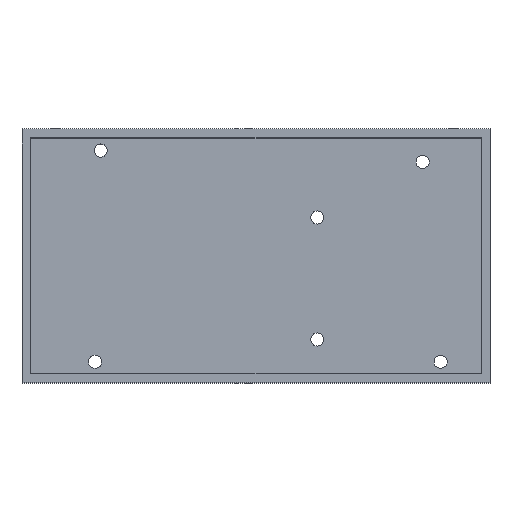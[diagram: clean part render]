
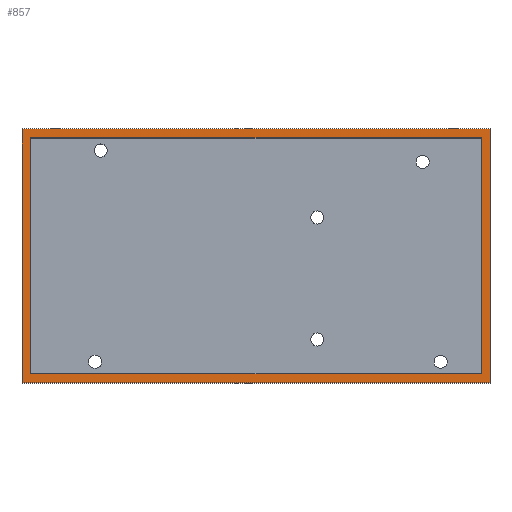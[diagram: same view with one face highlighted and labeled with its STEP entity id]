
A CAD part, top view. The second image highlights one B-rep face of the part: STEP entity #857.
In plain terms, the highlighted planar face has unit normal (0, 0, 1).
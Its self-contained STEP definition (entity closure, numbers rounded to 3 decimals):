
#24 = VERTEX_POINT('',#25);
#25 = CARTESIAN_POINT('',(-53.5,-29.,25.));
#32 = PLANE('',#33);
#33 = AXIS2_PLACEMENT_3D('',#34,#35,#36);
#34 = CARTESIAN_POINT('',(-53.5,-29.,-27.));
#35 = DIRECTION('',(1.,0.,0.));
#36 = DIRECTION('',(0.,0.,1.));
#44 = PLANE('',#45);
#45 = AXIS2_PLACEMENT_3D('',#46,#47,#48);
#46 = CARTESIAN_POINT('',(-53.5,-29.,-27.));
#47 = DIRECTION('',(0.,1.,0.));
#48 = DIRECTION('',(0.,0.,1.));
#85 = VERTEX_POINT('',#86);
#86 = CARTESIAN_POINT('',(-53.5,29.,25.));
#100 = PLANE('',#101);
#101 = AXIS2_PLACEMENT_3D('',#102,#103,#104);
#102 = CARTESIAN_POINT('',(-53.5,29.,-27.));
#103 = DIRECTION('',(0.,1.,0.));
#104 = DIRECTION('',(0.,0.,1.));
#112 = EDGE_CURVE('',#85,#24,#113,.T.);
#113 = SURFACE_CURVE('',#114,(#118,#124),.PCURVE_S1.);
#114 = LINE('',#115,#116);
#115 = CARTESIAN_POINT('',(-53.5,-14.5,25.));
#116 = VECTOR('',#117,1.);
#117 = DIRECTION('',(0.,-1.,0.));
#118 = PCURVE('',#32,#119);
#119 = DEFINITIONAL_REPRESENTATION('',(#120),#123);
#120 = B_SPLINE_CURVE_WITH_KNOTS('',1,(#121,#122),.UNSPECIFIED.,.F.,.F.,
  (2,2),(-43.5,14.5),.PIECEWISE_BEZIER_KNOTS.);
#121 = CARTESIAN_POINT('',(52.,-58.));
#122 = CARTESIAN_POINT('',(52.,0.));
#123 = ( GEOMETRIC_REPRESENTATION_CONTEXT(2) 
PARAMETRIC_REPRESENTATION_CONTEXT() REPRESENTATION_CONTEXT('2D SPACE',''
  ) );
#124 = PCURVE('',#125,#130);
#125 = PLANE('',#126);
#126 = AXIS2_PLACEMENT_3D('',#127,#128,#129);
#127 = CARTESIAN_POINT('',(0.,0.,25.));
#128 = DIRECTION('',(0.,0.,1.));
#129 = DIRECTION('',(1.,0.,-0.));
#130 = DEFINITIONAL_REPRESENTATION('',(#131),#134);
#131 = B_SPLINE_CURVE_WITH_KNOTS('',1,(#132,#133),.UNSPECIFIED.,.F.,.F.,
  (2,2),(-43.5,14.5),.PIECEWISE_BEZIER_KNOTS.);
#132 = CARTESIAN_POINT('',(-53.5,29.));
#133 = CARTESIAN_POINT('',(-53.5,-29.));
#134 = ( GEOMETRIC_REPRESENTATION_CONTEXT(2) 
PARAMETRIC_REPRESENTATION_CONTEXT() REPRESENTATION_CONTEXT('2D SPACE',''
  ) );
#401 = VERTEX_POINT('',#402);
#402 = CARTESIAN_POINT('',(53.5,-29.,25.));
#416 = PLANE('',#417);
#417 = AXIS2_PLACEMENT_3D('',#418,#419,#420);
#418 = CARTESIAN_POINT('',(53.5,-29.,-27.));
#419 = DIRECTION('',(1.,0.,0.));
#420 = DIRECTION('',(0.,0.,1.));
#450 = EDGE_CURVE('',#24,#401,#451,.T.);
#451 = SURFACE_CURVE('',#452,(#456,#462),.PCURVE_S1.);
#452 = LINE('',#453,#454);
#453 = CARTESIAN_POINT('',(-26.75,-29.,25.));
#454 = VECTOR('',#455,1.);
#455 = DIRECTION('',(1.,0.,0.));
#456 = PCURVE('',#44,#457);
#457 = DEFINITIONAL_REPRESENTATION('',(#458),#461);
#458 = B_SPLINE_CURVE_WITH_KNOTS('',1,(#459,#460),.UNSPECIFIED.,.F.,.F.,
  (2,2),(-26.75,80.25),.PIECEWISE_BEZIER_KNOTS.);
#459 = CARTESIAN_POINT('',(52.,0.));
#460 = CARTESIAN_POINT('',(52.,107.));
#461 = ( GEOMETRIC_REPRESENTATION_CONTEXT(2) 
PARAMETRIC_REPRESENTATION_CONTEXT() REPRESENTATION_CONTEXT('2D SPACE',''
  ) );
#462 = PCURVE('',#125,#463);
#463 = DEFINITIONAL_REPRESENTATION('',(#464),#467);
#464 = B_SPLINE_CURVE_WITH_KNOTS('',1,(#465,#466),.UNSPECIFIED.,.F.,.F.,
  (2,2),(-26.75,80.25),.PIECEWISE_BEZIER_KNOTS.);
#465 = CARTESIAN_POINT('',(-53.5,-29.));
#466 = CARTESIAN_POINT('',(53.5,-29.));
#467 = ( GEOMETRIC_REPRESENTATION_CONTEXT(2) 
PARAMETRIC_REPRESENTATION_CONTEXT() REPRESENTATION_CONTEXT('2D SPACE',''
  ) );
#857 = ADVANCED_FACE('',(#858,#902),#125,.T.);
#858 = FACE_BOUND('',#859,.T.);
#859 = EDGE_LOOP('',(#860,#881,#882,#883));
#860 = ORIENTED_EDGE('',*,*,#861,.F.);
#861 = EDGE_CURVE('',#85,#862,#864,.T.);
#862 = VERTEX_POINT('',#863);
#863 = CARTESIAN_POINT('',(53.5,29.,25.));
#864 = SURFACE_CURVE('',#865,(#869,#875),.PCURVE_S1.);
#865 = LINE('',#866,#867);
#866 = CARTESIAN_POINT('',(-26.75,29.,25.));
#867 = VECTOR('',#868,1.);
#868 = DIRECTION('',(1.,0.,0.));
#869 = PCURVE('',#125,#870);
#870 = DEFINITIONAL_REPRESENTATION('',(#871),#874);
#871 = B_SPLINE_CURVE_WITH_KNOTS('',1,(#872,#873),.UNSPECIFIED.,.F.,.F.,
  (2,2),(-26.75,80.25),.PIECEWISE_BEZIER_KNOTS.);
#872 = CARTESIAN_POINT('',(-53.5,29.));
#873 = CARTESIAN_POINT('',(53.5,29.));
#874 = ( GEOMETRIC_REPRESENTATION_CONTEXT(2) 
PARAMETRIC_REPRESENTATION_CONTEXT() REPRESENTATION_CONTEXT('2D SPACE',''
  ) );
#875 = PCURVE('',#100,#876);
#876 = DEFINITIONAL_REPRESENTATION('',(#877),#880);
#877 = B_SPLINE_CURVE_WITH_KNOTS('',1,(#878,#879),.UNSPECIFIED.,.F.,.F.,
  (2,2),(-26.75,80.25),.PIECEWISE_BEZIER_KNOTS.);
#878 = CARTESIAN_POINT('',(52.,0.));
#879 = CARTESIAN_POINT('',(52.,107.));
#880 = ( GEOMETRIC_REPRESENTATION_CONTEXT(2) 
PARAMETRIC_REPRESENTATION_CONTEXT() REPRESENTATION_CONTEXT('2D SPACE',''
  ) );
#881 = ORIENTED_EDGE('',*,*,#112,.T.);
#882 = ORIENTED_EDGE('',*,*,#450,.T.);
#883 = ORIENTED_EDGE('',*,*,#884,.F.);
#884 = EDGE_CURVE('',#862,#401,#885,.T.);
#885 = SURFACE_CURVE('',#886,(#890,#896),.PCURVE_S1.);
#886 = LINE('',#887,#888);
#887 = CARTESIAN_POINT('',(53.5,-14.5,25.));
#888 = VECTOR('',#889,1.);
#889 = DIRECTION('',(0.,-1.,0.));
#890 = PCURVE('',#125,#891);
#891 = DEFINITIONAL_REPRESENTATION('',(#892),#895);
#892 = B_SPLINE_CURVE_WITH_KNOTS('',1,(#893,#894),.UNSPECIFIED.,.F.,.F.,
  (2,2),(-43.5,14.5),.PIECEWISE_BEZIER_KNOTS.);
#893 = CARTESIAN_POINT('',(53.5,29.));
#894 = CARTESIAN_POINT('',(53.5,-29.));
#895 = ( GEOMETRIC_REPRESENTATION_CONTEXT(2) 
PARAMETRIC_REPRESENTATION_CONTEXT() REPRESENTATION_CONTEXT('2D SPACE',''
  ) );
#896 = PCURVE('',#416,#897);
#897 = DEFINITIONAL_REPRESENTATION('',(#898),#901);
#898 = B_SPLINE_CURVE_WITH_KNOTS('',1,(#899,#900),.UNSPECIFIED.,.F.,.F.,
  (2,2),(-43.5,14.5),.PIECEWISE_BEZIER_KNOTS.);
#899 = CARTESIAN_POINT('',(52.,-58.));
#900 = CARTESIAN_POINT('',(52.,0.));
#901 = ( GEOMETRIC_REPRESENTATION_CONTEXT(2) 
PARAMETRIC_REPRESENTATION_CONTEXT() REPRESENTATION_CONTEXT('2D SPACE',''
  ) );
#902 = FACE_BOUND('',#903,.T.);
#903 = EDGE_LOOP('',(#904,#932,#958,#984));
#904 = ORIENTED_EDGE('',*,*,#905,.F.);
#905 = EDGE_CURVE('',#906,#908,#910,.T.);
#906 = VERTEX_POINT('',#907);
#907 = CARTESIAN_POINT('',(-51.5,-27.,25.));
#908 = VERTEX_POINT('',#909);
#909 = CARTESIAN_POINT('',(51.5,-27.,25.));
#910 = SURFACE_CURVE('',#911,(#915,#921),.PCURVE_S1.);
#911 = LINE('',#912,#913);
#912 = CARTESIAN_POINT('',(-25.75,-27.,25.));
#913 = VECTOR('',#914,1.);
#914 = DIRECTION('',(1.,0.,0.));
#915 = PCURVE('',#125,#916);
#916 = DEFINITIONAL_REPRESENTATION('',(#917),#920);
#917 = B_SPLINE_CURVE_WITH_KNOTS('',1,(#918,#919),.UNSPECIFIED.,.F.,.F.,
  (2,2),(-25.75,77.25),.PIECEWISE_BEZIER_KNOTS.);
#918 = CARTESIAN_POINT('',(-51.5,-27.));
#919 = CARTESIAN_POINT('',(51.5,-27.));
#920 = ( GEOMETRIC_REPRESENTATION_CONTEXT(2) 
PARAMETRIC_REPRESENTATION_CONTEXT() REPRESENTATION_CONTEXT('2D SPACE',''
  ) );
#921 = PCURVE('',#922,#927);
#922 = PLANE('',#923);
#923 = AXIS2_PLACEMENT_3D('',#924,#925,#926);
#924 = CARTESIAN_POINT('',(-51.5,-27.,-25.));
#925 = DIRECTION('',(0.,1.,0.));
#926 = DIRECTION('',(1.,0.,0.));
#927 = DEFINITIONAL_REPRESENTATION('',(#928),#931);
#928 = B_SPLINE_CURVE_WITH_KNOTS('',1,(#929,#930),.UNSPECIFIED.,.F.,.F.,
  (2,2),(-25.75,77.25),.PIECEWISE_BEZIER_KNOTS.);
#929 = CARTESIAN_POINT('',(0.,-50.));
#930 = CARTESIAN_POINT('',(103.,-50.));
#931 = ( GEOMETRIC_REPRESENTATION_CONTEXT(2) 
PARAMETRIC_REPRESENTATION_CONTEXT() REPRESENTATION_CONTEXT('2D SPACE',''
  ) );
#932 = ORIENTED_EDGE('',*,*,#933,.F.);
#933 = EDGE_CURVE('',#934,#906,#936,.T.);
#934 = VERTEX_POINT('',#935);
#935 = CARTESIAN_POINT('',(-51.5,27.,25.));
#936 = SURFACE_CURVE('',#937,(#941,#947),.PCURVE_S1.);
#937 = LINE('',#938,#939);
#938 = CARTESIAN_POINT('',(-51.5,13.5,25.));
#939 = VECTOR('',#940,1.);
#940 = DIRECTION('',(0.,-1.,0.));
#941 = PCURVE('',#125,#942);
#942 = DEFINITIONAL_REPRESENTATION('',(#943),#946);
#943 = B_SPLINE_CURVE_WITH_KNOTS('',1,(#944,#945),.UNSPECIFIED.,.F.,.F.,
  (2,2),(-13.5,40.5),.PIECEWISE_BEZIER_KNOTS.);
#944 = CARTESIAN_POINT('',(-51.5,27.));
#945 = CARTESIAN_POINT('',(-51.5,-27.));
#946 = ( GEOMETRIC_REPRESENTATION_CONTEXT(2) 
PARAMETRIC_REPRESENTATION_CONTEXT() REPRESENTATION_CONTEXT('2D SPACE',''
  ) );
#947 = PCURVE('',#948,#953);
#948 = PLANE('',#949);
#949 = AXIS2_PLACEMENT_3D('',#950,#951,#952);
#950 = CARTESIAN_POINT('',(-51.5,27.,-25.));
#951 = DIRECTION('',(1.,0.,-0.));
#952 = DIRECTION('',(0.,-1.,0.));
#953 = DEFINITIONAL_REPRESENTATION('',(#954),#957);
#954 = B_SPLINE_CURVE_WITH_KNOTS('',1,(#955,#956),.UNSPECIFIED.,.F.,.F.,
  (2,2),(-13.5,40.5),.PIECEWISE_BEZIER_KNOTS.);
#955 = CARTESIAN_POINT('',(0.,-50.));
#956 = CARTESIAN_POINT('',(54.,-50.));
#957 = ( GEOMETRIC_REPRESENTATION_CONTEXT(2) 
PARAMETRIC_REPRESENTATION_CONTEXT() REPRESENTATION_CONTEXT('2D SPACE',''
  ) );
#958 = ORIENTED_EDGE('',*,*,#959,.F.);
#959 = EDGE_CURVE('',#960,#934,#962,.T.);
#960 = VERTEX_POINT('',#961);
#961 = CARTESIAN_POINT('',(51.5,27.,25.));
#962 = SURFACE_CURVE('',#963,(#967,#973),.PCURVE_S1.);
#963 = LINE('',#964,#965);
#964 = CARTESIAN_POINT('',(25.75,27.,25.));
#965 = VECTOR('',#966,1.);
#966 = DIRECTION('',(-1.,0.,0.));
#967 = PCURVE('',#125,#968);
#968 = DEFINITIONAL_REPRESENTATION('',(#969),#972);
#969 = B_SPLINE_CURVE_WITH_KNOTS('',1,(#970,#971),.UNSPECIFIED.,.F.,.F.,
  (2,2),(-25.75,77.25),.PIECEWISE_BEZIER_KNOTS.);
#970 = CARTESIAN_POINT('',(51.5,27.));
#971 = CARTESIAN_POINT('',(-51.5,27.));
#972 = ( GEOMETRIC_REPRESENTATION_CONTEXT(2) 
PARAMETRIC_REPRESENTATION_CONTEXT() REPRESENTATION_CONTEXT('2D SPACE',''
  ) );
#973 = PCURVE('',#974,#979);
#974 = PLANE('',#975);
#975 = AXIS2_PLACEMENT_3D('',#976,#977,#978);
#976 = CARTESIAN_POINT('',(51.5,27.,-25.));
#977 = DIRECTION('',(0.,-1.,0.));
#978 = DIRECTION('',(-1.,0.,0.));
#979 = DEFINITIONAL_REPRESENTATION('',(#980),#983);
#980 = B_SPLINE_CURVE_WITH_KNOTS('',1,(#981,#982),.UNSPECIFIED.,.F.,.F.,
  (2,2),(-25.75,77.25),.PIECEWISE_BEZIER_KNOTS.);
#981 = CARTESIAN_POINT('',(0.,-50.));
#982 = CARTESIAN_POINT('',(103.,-50.));
#983 = ( GEOMETRIC_REPRESENTATION_CONTEXT(2) 
PARAMETRIC_REPRESENTATION_CONTEXT() REPRESENTATION_CONTEXT('2D SPACE',''
  ) );
#984 = ORIENTED_EDGE('',*,*,#985,.F.);
#985 = EDGE_CURVE('',#908,#960,#986,.T.);
#986 = SURFACE_CURVE('',#987,(#991,#997),.PCURVE_S1.);
#987 = LINE('',#988,#989);
#988 = CARTESIAN_POINT('',(51.5,-13.5,25.));
#989 = VECTOR('',#990,1.);
#990 = DIRECTION('',(0.,1.,-0.));
#991 = PCURVE('',#125,#992);
#992 = DEFINITIONAL_REPRESENTATION('',(#993),#996);
#993 = B_SPLINE_CURVE_WITH_KNOTS('',1,(#994,#995),.UNSPECIFIED.,.F.,.F.,
  (2,2),(-13.5,40.5),.PIECEWISE_BEZIER_KNOTS.);
#994 = CARTESIAN_POINT('',(51.5,-27.));
#995 = CARTESIAN_POINT('',(51.5,27.));
#996 = ( GEOMETRIC_REPRESENTATION_CONTEXT(2) 
PARAMETRIC_REPRESENTATION_CONTEXT() REPRESENTATION_CONTEXT('2D SPACE',''
  ) );
#997 = PCURVE('',#998,#1003);
#998 = PLANE('',#999);
#999 = AXIS2_PLACEMENT_3D('',#1000,#1001,#1002);
#1000 = CARTESIAN_POINT('',(51.5,-27.,-25.));
#1001 = DIRECTION('',(-1.,0.,0.));
#1002 = DIRECTION('',(0.,1.,0.));
#1003 = DEFINITIONAL_REPRESENTATION('',(#1004),#1007);
#1004 = B_SPLINE_CURVE_WITH_KNOTS('',1,(#1005,#1006),.UNSPECIFIED.,.F.,
  .F.,(2,2),(-13.5,40.5),.PIECEWISE_BEZIER_KNOTS.);
#1005 = CARTESIAN_POINT('',(0.,-50.));
#1006 = CARTESIAN_POINT('',(54.,-50.));
#1007 = ( GEOMETRIC_REPRESENTATION_CONTEXT(2) 
PARAMETRIC_REPRESENTATION_CONTEXT() REPRESENTATION_CONTEXT('2D SPACE',''
  ) );
